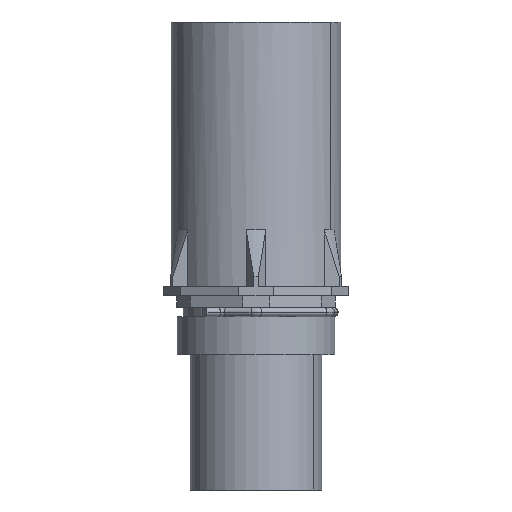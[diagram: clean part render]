
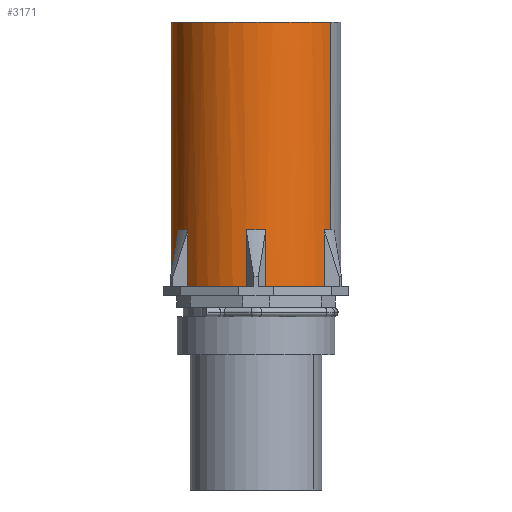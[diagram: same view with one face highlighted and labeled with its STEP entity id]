
A CAD part, front view. The second image highlights one B-rep face of the part: STEP entity #3171.
In plain terms, the highlighted cylindrical face has radius 18.75 mm (diameter 37.5 mm), a partial arc.
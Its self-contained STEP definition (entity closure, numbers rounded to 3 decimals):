
#749=AXIS2_PLACEMENT_3D('Circle Axis2P3D',#747,#748,$) ;
#803=AXIS2_PLACEMENT_3D('Circle Axis2P3D',#801,#802,$) ;
#1069=AXIS2_PLACEMENT_3D('Circle Axis2P3D',#1067,#1068,$) ;
#1116=AXIS2_PLACEMENT_3D('Circle Axis2P3D',#1114,#1115,$) ;
#3033=AXIS2_PLACEMENT_3D('Circle Axis2P3D',#3031,#3032,$) ;
#3077=AXIS2_PLACEMENT_3D('Circle Axis2P3D',#3075,#3076,$) ;
#3089=AXIS2_PLACEMENT_3D('Circle Axis2P3D',#3087,#3088,$) ;
#3108=AXIS2_PLACEMENT_3D('Circle Axis2P3D',#3106,#3107,$) ;
#3122=AXIS2_PLACEMENT_3D('Cylinder Axis2P3D',#3119,#3120,#3121) ;
#716=CARTESIAN_POINT('Vertex',(3.29,28.942,44.9)) ;
#744=CARTESIAN_POINT('Vertex',(3.29,14.058,44.9)) ;
#747=CARTESIAN_POINT('Axis2P3D Location',(20.5,21.5,44.9)) ;
#796=CARTESIAN_POINT('Vertex',(18.34,2.875,44.9)) ;
#801=CARTESIAN_POINT('Axis2P3D Location',(20.5,21.5,44.9)) ;
#805=CARTESIAN_POINT('Vertex',(5.45,10.317,44.9)) ;
#1062=CARTESIAN_POINT('Vertex',(35.55,10.317,44.9)) ;
#1067=CARTESIAN_POINT('Axis2P3D Location',(20.5,21.5,44.9)) ;
#1071=CARTESIAN_POINT('Vertex',(22.66,2.875,44.9)) ;
#1114=CARTESIAN_POINT('Axis2P3D Location',(20.5,21.5,103.3)) ;
#1118=CARTESIAN_POINT('Vertex',(36.955,12.511,103.3)) ;
#1120=CARTESIAN_POINT('Vertex',(4.045,30.489,103.3)) ;
#2669=CARTESIAN_POINT('Line Origine',(3.29,28.942,51.15)) ;
#2673=CARTESIAN_POINT('Vertex',(3.29,28.942,57.4)) ;
#2804=CARTESIAN_POINT('Line Origine',(35.55,10.317,51.15)) ;
#2808=CARTESIAN_POINT('Vertex',(35.55,10.317,57.4)) ;
#2831=CARTESIAN_POINT('Line Origine',(22.66,2.875,51.15)) ;
#2835=CARTESIAN_POINT('Vertex',(22.66,2.875,57.4)) ;
#2858=CARTESIAN_POINT('Line Origine',(18.34,2.875,51.15)) ;
#2862=CARTESIAN_POINT('Vertex',(18.34,2.875,57.4)) ;
#2946=CARTESIAN_POINT('Line Origine',(5.45,10.317,51.15)) ;
#2950=CARTESIAN_POINT('Vertex',(5.45,10.317,57.4)) ;
#3004=CARTESIAN_POINT('Line Origine',(3.29,14.058,51.15)) ;
#3008=CARTESIAN_POINT('Vertex',(3.29,14.058,57.4)) ;
#3031=CARTESIAN_POINT('Axis2P3D Location',(20.5,21.5,57.4)) ;
#3035=CARTESIAN_POINT('Vertex',(4.045,30.489,57.4)) ;
#3075=CARTESIAN_POINT('Axis2P3D Location',(20.5,21.5,57.4)) ;
#3087=CARTESIAN_POINT('Axis2P3D Location',(20.5,21.5,57.4)) ;
#3103=CARTESIAN_POINT('Vertex',(36.955,12.511,57.4)) ;
#3106=CARTESIAN_POINT('Axis2P3D Location',(20.5,21.5,57.4)) ;
#3119=CARTESIAN_POINT('Axis2P3D Location',(20.5,21.5,51.65)) ;
#3124=CARTESIAN_POINT('Line Origine',(4.045,30.489,73.1)) ;
#3129=CARTESIAN_POINT('Line Origine',(36.955,12.511,73.1)) ;
#748=DIRECTION('Axis2P3D Direction',(0.,0.,-1.)) ;
#802=DIRECTION('Axis2P3D Direction',(0.,0.,-1.)) ;
#1068=DIRECTION('Axis2P3D Direction',(0.,0.,-1.)) ;
#1115=DIRECTION('Axis2P3D Direction',(0.,0.,-1.)) ;
#2670=DIRECTION('Vector Direction',(0.,0.,1.)) ;
#2805=DIRECTION('Vector Direction',(0.,0.,1.)) ;
#2832=DIRECTION('Vector Direction',(0.,0.,1.)) ;
#2859=DIRECTION('Vector Direction',(0.,0.,1.)) ;
#2947=DIRECTION('Vector Direction',(0.,0.,1.)) ;
#3005=DIRECTION('Vector Direction',(0.,0.,1.)) ;
#3032=DIRECTION('Axis2P3D Direction',(0.,0.,-1.)) ;
#3076=DIRECTION('Axis2P3D Direction',(0.,0.,-1.)) ;
#3088=DIRECTION('Axis2P3D Direction',(0.,0.,-1.)) ;
#3107=DIRECTION('Axis2P3D Direction',(0.,0.,-1.)) ;
#3120=DIRECTION('Axis2P3D Direction',(0.,0.,-1.)) ;
#3121=DIRECTION('Axis2P3D XDirection',(0.878,-0.479,0.)) ;
#3125=DIRECTION('Vector Direction',(0.,0.,-1.)) ;
#3130=DIRECTION('Vector Direction',(0.,0.,-1.)) ;
#2671=VECTOR('Line Direction',#2670,1.) ;
#2806=VECTOR('Line Direction',#2805,1.) ;
#2833=VECTOR('Line Direction',#2832,1.) ;
#2860=VECTOR('Line Direction',#2859,1.) ;
#2948=VECTOR('Line Direction',#2947,1.) ;
#3006=VECTOR('Line Direction',#3005,1.) ;
#3126=VECTOR('Line Direction',#3125,1.) ;
#3131=VECTOR('Line Direction',#3130,1.) ;
#3154=ORIENTED_EDGE('',*,*,#3079,.T.) ;
#3155=ORIENTED_EDGE('',*,*,#2952,.F.) ;
#3156=ORIENTED_EDGE('',*,*,#807,.F.) ;
#3157=ORIENTED_EDGE('',*,*,#2864,.T.) ;
#3158=ORIENTED_EDGE('',*,*,#3091,.T.) ;
#3159=ORIENTED_EDGE('',*,*,#2837,.F.) ;
#3160=ORIENTED_EDGE('',*,*,#1073,.F.) ;
#3161=ORIENTED_EDGE('',*,*,#2810,.T.) ;
#3162=ORIENTED_EDGE('',*,*,#3110,.T.) ;
#3163=ORIENTED_EDGE('',*,*,#3133,.T.) ;
#3164=ORIENTED_EDGE('',*,*,#1122,.T.) ;
#3165=ORIENTED_EDGE('',*,*,#3128,.F.) ;
#3166=ORIENTED_EDGE('',*,*,#3037,.T.) ;
#3167=ORIENTED_EDGE('',*,*,#2675,.F.) ;
#3168=ORIENTED_EDGE('',*,*,#751,.F.) ;
#3169=ORIENTED_EDGE('',*,*,#3010,.T.) ;
#3171=ADVANCED_FACE('Hauptk\X2\00F6\X0\rper',(#3170),#3123,.T.) ;
#750=CIRCLE('generated circle',#749,18.75) ;
#804=CIRCLE('generated circle',#803,18.75) ;
#1070=CIRCLE('generated circle',#1069,18.75) ;
#1117=CIRCLE('generated circle',#1116,18.75) ;
#3034=CIRCLE('generated circle',#3033,18.75) ;
#3078=CIRCLE('generated circle',#3077,18.75) ;
#3090=CIRCLE('generated circle',#3089,18.75) ;
#3109=CIRCLE('generated circle',#3108,18.75) ;
#3123=CYLINDRICAL_SURFACE('generated cylinder',#3122,18.75) ;
#751=EDGE_CURVE('',#745,#717,#750,.T.) ;
#807=EDGE_CURVE('',#797,#806,#804,.T.) ;
#1073=EDGE_CURVE('',#1063,#1072,#1070,.T.) ;
#1122=EDGE_CURVE('',#1119,#1121,#1117,.T.) ;
#2675=EDGE_CURVE('',#717,#2674,#2672,.T.) ;
#2810=EDGE_CURVE('',#1063,#2809,#2807,.T.) ;
#2837=EDGE_CURVE('',#1072,#2836,#2834,.T.) ;
#2864=EDGE_CURVE('',#797,#2863,#2861,.T.) ;
#2952=EDGE_CURVE('',#806,#2951,#2949,.T.) ;
#3010=EDGE_CURVE('',#745,#3009,#3007,.T.) ;
#3037=EDGE_CURVE('',#3036,#2674,#3034,.F.) ;
#3079=EDGE_CURVE('',#3009,#2951,#3078,.F.) ;
#3091=EDGE_CURVE('',#2863,#2836,#3090,.F.) ;
#3110=EDGE_CURVE('',#2809,#3104,#3109,.F.) ;
#3128=EDGE_CURVE('',#3036,#1121,#3127,.F.) ;
#3133=EDGE_CURVE('',#3104,#1119,#3132,.F.) ;
#3153=EDGE_LOOP('',(#3154,#3155,#3156,#3157,#3158,#3159,#3160,#3161,#3162,#3163,#3164,#3165,#3166,#3167,#3168,#3169)) ;
#3170=FACE_OUTER_BOUND('',#3153,.T.) ;
#2672=LINE('Line',#2669,#2671) ;
#2807=LINE('Line',#2804,#2806) ;
#2834=LINE('Line',#2831,#2833) ;
#2861=LINE('Line',#2858,#2860) ;
#2949=LINE('Line',#2946,#2948) ;
#3007=LINE('Line',#3004,#3006) ;
#3127=LINE('Line',#3124,#3126) ;
#3132=LINE('Line',#3129,#3131) ;
#717=VERTEX_POINT('',#716) ;
#745=VERTEX_POINT('',#744) ;
#797=VERTEX_POINT('',#796) ;
#806=VERTEX_POINT('',#805) ;
#1063=VERTEX_POINT('',#1062) ;
#1072=VERTEX_POINT('',#1071) ;
#1119=VERTEX_POINT('',#1118) ;
#1121=VERTEX_POINT('',#1120) ;
#2674=VERTEX_POINT('',#2673) ;
#2809=VERTEX_POINT('',#2808) ;
#2836=VERTEX_POINT('',#2835) ;
#2863=VERTEX_POINT('',#2862) ;
#2951=VERTEX_POINT('',#2950) ;
#3009=VERTEX_POINT('',#3008) ;
#3036=VERTEX_POINT('',#3035) ;
#3104=VERTEX_POINT('',#3103) ;
